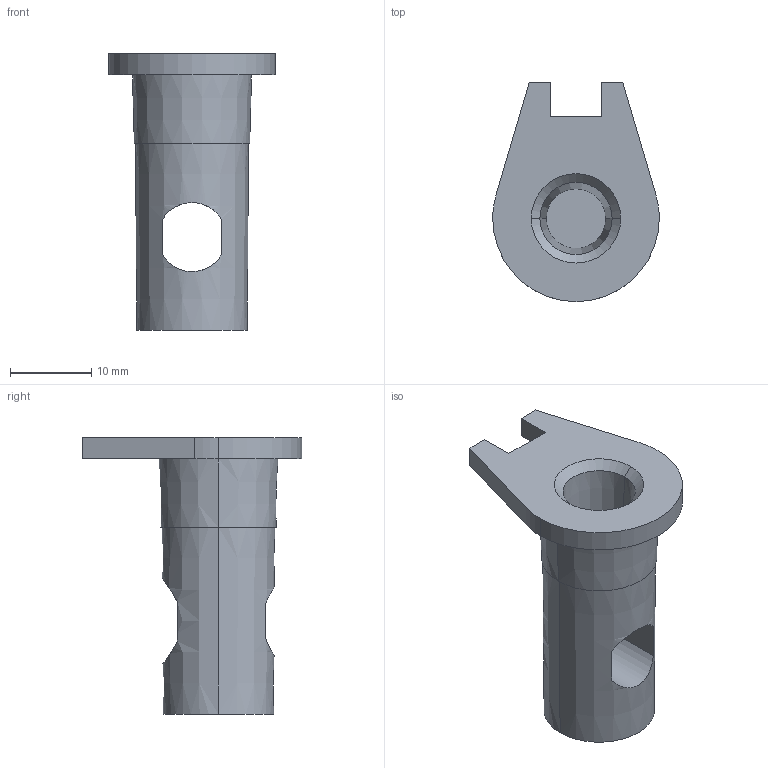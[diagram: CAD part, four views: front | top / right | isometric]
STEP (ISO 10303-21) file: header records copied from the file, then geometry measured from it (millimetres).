
FILE_DESCRIPTION (( 'STEP AP214' ), '1' );
FILE_NAME ('GearBOX-Part1.STEP', '2024-06-02T13:45:06', ( '' ), ( '' ), 'SwSTEP 2.0', 'SolidWorks 2023', '' );
FILE_SCHEMA (( 'AUTOMOTIVE_DESIGN' ));
Length unit declared in the file: millimetre
Products named in the file (1): GearBOX-Part1
Bounding box: 20.5 x 27 x 34 mm (x, y, z)
Volume: 4180.9 mm3; surface area: 3044.8 mm2
Topology: 1 solids, 1 shells, 43 faces, 104 edges, 68 vertices
Faces by surface type: plane 21, cylinder 14, cone 8
Entity records: 1395 total; most frequent: CARTESIAN_POINT 346, DIRECTION 216, ORIENTED_EDGE 208, EDGE_CURVE 104, AXIS2_PLACEMENT_3D 80, VERTEX_POINT 68, LINE 56, VECTOR 56
